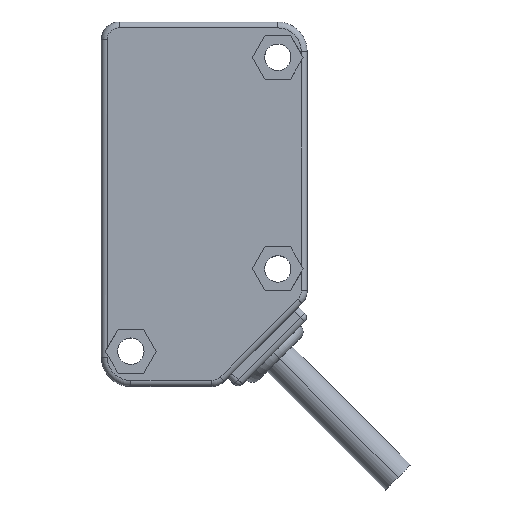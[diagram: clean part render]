
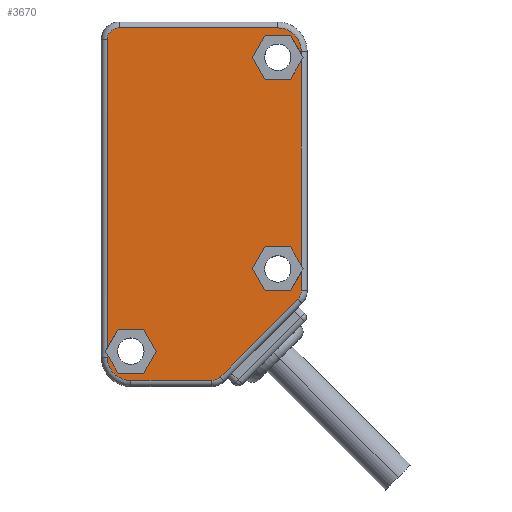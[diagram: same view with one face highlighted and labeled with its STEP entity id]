
A CAD part, top view. The second image highlights one B-rep face of the part: STEP entity #3670.
In plain terms, the highlighted planar face has unit normal (0, 0, 1).
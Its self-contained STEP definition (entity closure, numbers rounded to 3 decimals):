
#553=DIRECTION('',(-0.5,-0.866,0.));
#554=VECTOR('',#553,4.33);
#555=CARTESIAN_POINT('',(27.835,-14.25,9.));
#556=LINE('',#555,#554);
#560=DIRECTION('',(0.5,-0.866,0.));
#561=VECTOR('',#560,4.33);
#562=CARTESIAN_POINT('',(25.67,-18.,9.));
#563=LINE('',#562,#561);
#567=DIRECTION('',(1.,0.,0.));
#568=VECTOR('',#567,4.33);
#569=CARTESIAN_POINT('',(27.835,-21.75,9.));
#570=LINE('',#569,#568);
#574=DIRECTION('',(0.5,0.866,0.));
#575=VECTOR('',#574,3.67);
#576=CARTESIAN_POINT('',(32.165,-21.75,9.));
#577=LINE('',#576,#575);
#581=DIRECTION('',(0.,1.,0.));
#582=VECTOR('',#581,3.185);
#583=CARTESIAN_POINT('',(34.,-21.757,9.));
#584=LINE('',#583,#582);
#588=CARTESIAN_POINT('',(32.,-21.757,9.));
#589=DIRECTION('',(0.,0.,1.));
#590=DIRECTION('',(0.707,-0.707,0.));
#591=AXIS2_PLACEMENT_3D('',#588,#589,#590);
#596=DIRECTION('',(0.707,0.707,0.));
#597=VECTOR('',#596,18.728);
#598=CARTESIAN_POINT('',(20.171,-36.414,9.));
#599=LINE('',#598,#597);
#603=CARTESIAN_POINT('',(18.757,-35.,9.));
#604=DIRECTION('',(0.,0.,1.));
#605=DIRECTION('',(0.,-1.,0.));
#606=AXIS2_PLACEMENT_3D('',#603,#604,#605);
#611=DIRECTION('',(1.,0.,0.));
#612=VECTOR('',#611,13.757);
#613=CARTESIAN_POINT('',(5.,-37.,9.));
#614=LINE('',#613,#612);
#618=CARTESIAN_POINT('',(5.,-33.,9.));
#619=DIRECTION('',(0.,0.,1.));
#620=DIRECTION('',(-1.,0.,0.));
#621=AXIS2_PLACEMENT_3D('',#618,#619,#620);
#626=DIRECTION('',(0.,-1.,0.));
#627=VECTOR('',#626,0.428);
#628=CARTESIAN_POINT('',(1.,-32.572,9.));
#629=LINE('',#628,#627);
#633=DIRECTION('',(0.5,-0.866,0.));
#634=VECTOR('',#633,3.67);
#635=CARTESIAN_POINT('',(1.,-32.572,9.));
#636=LINE('',#635,#634);
#640=DIRECTION('',(1.,0.,0.));
#641=VECTOR('',#640,4.33);
#642=CARTESIAN_POINT('',(2.835,-35.75,9.));
#643=LINE('',#642,#641);
#647=DIRECTION('',(0.5,0.866,0.));
#648=VECTOR('',#647,4.33);
#649=CARTESIAN_POINT('',(7.165,-35.75,9.));
#650=LINE('',#649,#648);
#654=DIRECTION('',(-0.5,0.866,0.));
#655=VECTOR('',#654,4.33);
#656=CARTESIAN_POINT('',(9.33,-32.,9.));
#657=LINE('',#656,#655);
#661=DIRECTION('',(-1.,0.,0.));
#662=VECTOR('',#661,4.33);
#663=CARTESIAN_POINT('',(7.165,-28.25,9.));
#664=LINE('',#663,#662);
#668=DIRECTION('',(-0.5,-0.866,0.));
#669=VECTOR('',#668,3.67);
#670=CARTESIAN_POINT('',(2.835,-28.25,9.));
#671=LINE('',#670,#669);
#675=DIRECTION('',(0.,-1.,0.));
#676=VECTOR('',#675,52.428);
#677=CARTESIAN_POINT('',(1.,21.,9.));
#678=LINE('',#677,#676);
#682=CARTESIAN_POINT('',(3.,21.,9.));
#683=DIRECTION('',(0.,0.,1.));
#684=DIRECTION('',(0.,1.,0.));
#685=AXIS2_PLACEMENT_3D('',#682,#683,#684);
#690=DIRECTION('',(-1.,0.,0.));
#691=VECTOR('',#690,27.);
#692=CARTESIAN_POINT('',(30.,23.,9.));
#693=LINE('',#692,#691);
#697=CARTESIAN_POINT('',(30.,19.,9.));
#698=DIRECTION('',(0.,0.,1.));
#699=DIRECTION('',(1.,0.,0.));
#700=AXIS2_PLACEMENT_3D('',#697,#698,#699);
#705=DIRECTION('',(0.,1.,0.));
#706=VECTOR('',#705,0.428);
#707=CARTESIAN_POINT('',(34.,18.572,9.));
#708=LINE('',#707,#706);
#712=DIRECTION('',(-0.5,0.866,0.));
#713=VECTOR('',#712,3.67);
#714=CARTESIAN_POINT('',(34.,18.572,9.));
#715=LINE('',#714,#713);
#719=DIRECTION('',(-1.,0.,0.));
#720=VECTOR('',#719,4.33);
#721=CARTESIAN_POINT('',(32.165,21.75,9.));
#722=LINE('',#721,#720);
#726=DIRECTION('',(-0.5,-0.866,0.));
#727=VECTOR('',#726,4.33);
#728=CARTESIAN_POINT('',(27.835,21.75,9.));
#729=LINE('',#728,#727);
#733=DIRECTION('',(0.5,-0.866,0.));
#734=VECTOR('',#733,4.33);
#735=CARTESIAN_POINT('',(25.67,18.,9.));
#736=LINE('',#735,#734);
#740=DIRECTION('',(1.,0.,0.));
#741=VECTOR('',#740,4.33);
#742=CARTESIAN_POINT('',(27.835,14.25,9.));
#743=LINE('',#742,#741);
#747=DIRECTION('',(0.5,0.866,0.));
#748=VECTOR('',#747,3.67);
#749=CARTESIAN_POINT('',(32.165,14.25,9.));
#750=LINE('',#749,#748);
#754=DIRECTION('',(0.,1.,0.));
#755=VECTOR('',#754,34.856);
#756=CARTESIAN_POINT('',(34.,-17.428,9.));
#757=LINE('',#756,#755);
#761=DIRECTION('',(-0.5,0.866,0.));
#762=VECTOR('',#761,3.67);
#763=CARTESIAN_POINT('',(34.,-17.428,9.));
#764=LINE('',#763,#762);
#768=DIRECTION('',(-1.,0.,0.));
#769=VECTOR('',#768,4.33);
#770=CARTESIAN_POINT('',(32.165,-14.25,9.));
#771=LINE('',#770,#769);
#2784=CARTESIAN_POINT('',(3.,23.,9.));
#2785=CARTESIAN_POINT('',(1.,21.,9.));
#2786=VERTEX_POINT('',#2784);
#2787=VERTEX_POINT('',#2785);
#2794=CARTESIAN_POINT('',(1.,-33.,9.));
#2795=CARTESIAN_POINT('',(5.,-37.,9.));
#2796=VERTEX_POINT('',#2794);
#2797=VERTEX_POINT('',#2795);
#2800=CARTESIAN_POINT('',(18.757,-37.,9.));
#2801=VERTEX_POINT('',#2800);
#2804=CARTESIAN_POINT('',(20.171,-36.414,9.));
#2805=VERTEX_POINT('',#2804);
#2808=CARTESIAN_POINT('',(33.414,-23.171,9.));
#2809=VERTEX_POINT('',#2808);
#2810=CARTESIAN_POINT('',(34.,-21.757,9.));
#2811=VERTEX_POINT('',#2810);
#2818=CARTESIAN_POINT('',(34.,19.,9.));
#2819=CARTESIAN_POINT('',(30.,23.,9.));
#2820=VERTEX_POINT('',#2818);
#2821=VERTEX_POINT('',#2819);
#2924=CARTESIAN_POINT('',(27.835,21.75,9.));
#2925=CARTESIAN_POINT('',(25.67,18.,9.));
#2926=VERTEX_POINT('',#2924);
#2927=VERTEX_POINT('',#2925);
#2928=CARTESIAN_POINT('',(27.835,14.25,9.));
#2929=VERTEX_POINT('',#2928);
#2930=CARTESIAN_POINT('',(32.165,14.25,9.));
#2931=VERTEX_POINT('',#2930);
#2932=CARTESIAN_POINT('',(34.,17.428,9.));
#2933=VERTEX_POINT('',#2932);
#2934=CARTESIAN_POINT('',(34.,18.572,9.));
#2935=CARTESIAN_POINT('',(32.165,21.75,9.));
#2936=VERTEX_POINT('',#2934);
#2937=VERTEX_POINT('',#2935);
#2956=CARTESIAN_POINT('',(2.835,-28.25,9.));
#2957=CARTESIAN_POINT('',(1.,-31.428,9.));
#2958=VERTEX_POINT('',#2956);
#2959=VERTEX_POINT('',#2957);
#2960=CARTESIAN_POINT('',(1.,-32.572,9.));
#2961=CARTESIAN_POINT('',(2.835,-35.75,9.));
#2962=VERTEX_POINT('',#2960);
#2963=VERTEX_POINT('',#2961);
#2964=CARTESIAN_POINT('',(7.165,-35.75,9.));
#2965=VERTEX_POINT('',#2964);
#2966=CARTESIAN_POINT('',(9.33,-32.,9.));
#2967=VERTEX_POINT('',#2966);
#2968=CARTESIAN_POINT('',(7.165,-28.25,9.));
#2969=VERTEX_POINT('',#2968);
#2988=CARTESIAN_POINT('',(27.835,-14.25,9.));
#2989=CARTESIAN_POINT('',(25.67,-18.,9.));
#2990=VERTEX_POINT('',#2988);
#2991=VERTEX_POINT('',#2989);
#2992=CARTESIAN_POINT('',(27.835,-21.75,9.));
#2993=VERTEX_POINT('',#2992);
#2994=CARTESIAN_POINT('',(32.165,-21.75,9.));
#2995=VERTEX_POINT('',#2994);
#2996=CARTESIAN_POINT('',(34.,-18.572,9.));
#2997=VERTEX_POINT('',#2996);
#2998=CARTESIAN_POINT('',(34.,-17.428,9.));
#2999=CARTESIAN_POINT('',(32.165,-14.25,9.));
#3000=VERTEX_POINT('',#2998);
#3001=VERTEX_POINT('',#2999);
#3602=CARTESIAN_POINT('',(0.,0.,9.));
#3603=DIRECTION('',(0.,0.,1.));
#3604=DIRECTION('',(1.,0.,0.));
#3605=AXIS2_PLACEMENT_3D('',#3602,#3603,#3604);
#3606=PLANE('',#3605);
#3608=ORIENTED_EDGE('',*,*,#3607,.T.);
#3610=ORIENTED_EDGE('',*,*,#3609,.T.);
#3612=ORIENTED_EDGE('',*,*,#3611,.T.);
#3614=ORIENTED_EDGE('',*,*,#3613,.T.);
#3616=ORIENTED_EDGE('',*,*,#3615,.F.);
#3618=ORIENTED_EDGE('',*,*,#3617,.F.);
#3620=ORIENTED_EDGE('',*,*,#3619,.F.);
#3622=ORIENTED_EDGE('',*,*,#3621,.F.);
#3624=ORIENTED_EDGE('',*,*,#3623,.F.);
#3626=ORIENTED_EDGE('',*,*,#3625,.F.);
#3628=ORIENTED_EDGE('',*,*,#3627,.F.);
#3630=ORIENTED_EDGE('',*,*,#3629,.T.);
#3632=ORIENTED_EDGE('',*,*,#3631,.T.);
#3634=ORIENTED_EDGE('',*,*,#3633,.T.);
#3636=ORIENTED_EDGE('',*,*,#3635,.T.);
#3638=ORIENTED_EDGE('',*,*,#3637,.T.);
#3639=ORIENTED_EDGE('',*,*,#3590,.T.);
#3641=ORIENTED_EDGE('',*,*,#3640,.F.);
#3643=ORIENTED_EDGE('',*,*,#3642,.F.);
#3645=ORIENTED_EDGE('',*,*,#3644,.F.);
#3647=ORIENTED_EDGE('',*,*,#3646,.F.);
#3649=ORIENTED_EDGE('',*,*,#3648,.F.);
#3651=ORIENTED_EDGE('',*,*,#3650,.T.);
#3653=ORIENTED_EDGE('',*,*,#3652,.T.);
#3655=ORIENTED_EDGE('',*,*,#3654,.T.);
#3657=ORIENTED_EDGE('',*,*,#3656,.T.);
#3659=ORIENTED_EDGE('',*,*,#3658,.T.);
#3661=ORIENTED_EDGE('',*,*,#3660,.T.);
#3663=ORIENTED_EDGE('',*,*,#3662,.F.);
#3665=ORIENTED_EDGE('',*,*,#3664,.T.);
#3667=ORIENTED_EDGE('',*,*,#3666,.T.);
#3668=EDGE_LOOP('',(#3608,#3610,#3612,#3614,#3616,#3618,#3620,#3622,#3624,#3626,
#3628,#3630,#3632,#3634,#3636,#3638,#3639,#3641,#3643,#3645,#3647,#3649,#3651,
#3653,#3655,#3657,#3659,#3661,#3663,#3665,#3667));
#3669=FACE_OUTER_BOUND('',#3668,.F.);
#3670=ADVANCED_FACE('',(#3669),#3606,.T.);
#592=CIRCLE('',#591,2.);
#607=CIRCLE('',#606,2.);
#622=CIRCLE('',#621,4.);
#686=CIRCLE('',#685,2.);
#701=CIRCLE('',#700,4.);
#3590=EDGE_CURVE('',#2958,#2959,#671,.T.);
#3607=EDGE_CURVE('',#2990,#2991,#556,.T.);
#3609=EDGE_CURVE('',#2991,#2993,#563,.T.);
#3611=EDGE_CURVE('',#2993,#2995,#570,.T.);
#3613=EDGE_CURVE('',#2995,#2997,#577,.T.);
#3615=EDGE_CURVE('',#2811,#2997,#584,.T.);
#3617=EDGE_CURVE('',#2809,#2811,#592,.T.);
#3619=EDGE_CURVE('',#2805,#2809,#599,.T.);
#3621=EDGE_CURVE('',#2801,#2805,#607,.T.);
#3623=EDGE_CURVE('',#2797,#2801,#614,.T.);
#3625=EDGE_CURVE('',#2796,#2797,#622,.T.);
#3627=EDGE_CURVE('',#2962,#2796,#629,.T.);
#3629=EDGE_CURVE('',#2962,#2963,#636,.T.);
#3631=EDGE_CURVE('',#2963,#2965,#643,.T.);
#3633=EDGE_CURVE('',#2965,#2967,#650,.T.);
#3635=EDGE_CURVE('',#2967,#2969,#657,.T.);
#3637=EDGE_CURVE('',#2969,#2958,#664,.T.);
#3640=EDGE_CURVE('',#2787,#2959,#678,.T.);
#3642=EDGE_CURVE('',#2786,#2787,#686,.T.);
#3644=EDGE_CURVE('',#2821,#2786,#693,.T.);
#3646=EDGE_CURVE('',#2820,#2821,#701,.T.);
#3648=EDGE_CURVE('',#2936,#2820,#708,.T.);
#3650=EDGE_CURVE('',#2936,#2937,#715,.T.);
#3652=EDGE_CURVE('',#2937,#2926,#722,.T.);
#3654=EDGE_CURVE('',#2926,#2927,#729,.T.);
#3656=EDGE_CURVE('',#2927,#2929,#736,.T.);
#3658=EDGE_CURVE('',#2929,#2931,#743,.T.);
#3660=EDGE_CURVE('',#2931,#2933,#750,.T.);
#3662=EDGE_CURVE('',#3000,#2933,#757,.T.);
#3664=EDGE_CURVE('',#3000,#3001,#764,.T.);
#3666=EDGE_CURVE('',#3001,#2990,#771,.T.);
